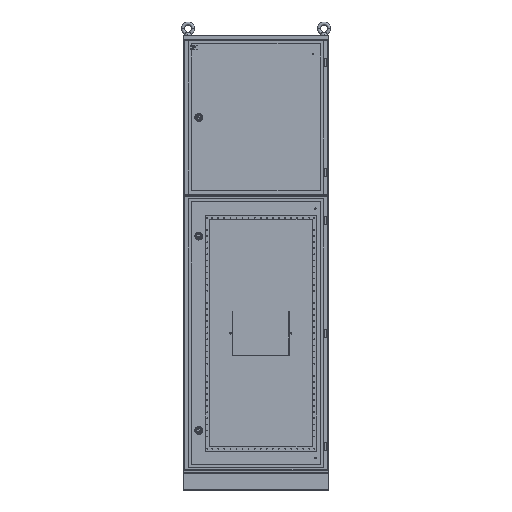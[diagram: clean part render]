
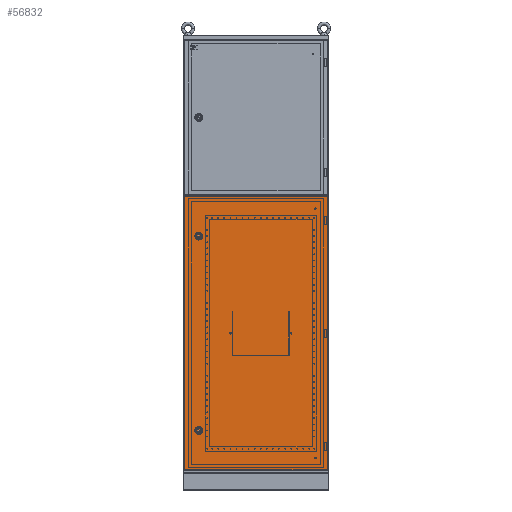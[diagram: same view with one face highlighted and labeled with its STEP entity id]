
A CAD part, top view. The second image highlights one B-rep face of the part: STEP entity #56832.
In plain terms, the highlighted planar face has unit normal (0, 0, 1).
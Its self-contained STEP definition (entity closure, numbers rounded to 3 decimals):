
#7784 = CIRCLE ( 'NONE', #73003, 1.5 ) ;
#8987 = DIRECTION ( 'NONE',  ( 1., 0., 0. ) ) ;
#11015 = FACE_BOUND ( 'NONE', #11756, .T. ) ;
#11756 = EDGE_LOOP ( 'NONE', ( #85602, #18125 ) ) ;
#11896 = VECTOR ( 'NONE', #8987, 1000. ) ;
#14500 = CARTESIAN_POINT ( 'NONE',  ( 590.5, -563.5, 0. ) ) ;
#17375 = AXIS2_PLACEMENT_3D ( 'NONE', #67620, #25658, #74553 ) ;
#17672 = CARTESIAN_POINT ( 'NONE',  ( 590.5, 563.5, 0. ) ) ;
#17802 = PLANE ( 'NONE',  #86332 ) ;
#18125 = ORIENTED_EDGE ( 'NONE', *, *, #19618, .F. ) ;
#19214 = AXIS2_PLACEMENT_3D ( 'NONE', #40649, #89129, #47679 ) ;
#19618 = EDGE_CURVE ( 'NONE', #84674, #56719, #81596, .T. ) ;
#20400 = EDGE_CURVE ( 'NONE', #68528, #74057, #7784, .T. ) ;
#22906 = VECTOR ( 'NONE', #62431, 1000. ) ;
#24042 = CARTESIAN_POINT ( 'NONE',  ( 590.5, 563.5, 0. ) ) ;
#24743 = DIRECTION ( 'NONE',  ( 0., 0., 1. ) ) ;
#25658 = DIRECTION ( 'NONE',  ( 0., 0., 1. ) ) ;
#26892 = CIRCLE ( 'NONE', #17375, 1.5 ) ;
#28051 = ORIENTED_EDGE ( 'NONE', *, *, #46378, .T. ) ;
#36447 = DIRECTION ( 'NONE',  ( 1., 0., 0. ) ) ;
#36550 = DIRECTION ( 'NONE',  ( 0., 0., 1. ) ) ;
#36559 = CARTESIAN_POINT ( 'NONE',  ( 60., 400., 0. ) ) ;
#38033 = CARTESIAN_POINT ( 'NONE',  ( 0., 563.5, 0. ) ) ;
#39936 = ORIENTED_EDGE ( 'NONE', *, *, #20400, .F. ) ;
#40536 = LINE ( 'NONE', #24042, #57071 ) ;
#40649 = CARTESIAN_POINT ( 'NONE',  ( 60., -400., 0. ) ) ;
#41358 = EDGE_LOOP ( 'NONE', ( #77528, #56788, #84449, #28051 ) ) ;
#41489 = LINE ( 'NONE', #48034, #22906 ) ;
#43987 = ORIENTED_EDGE ( 'NONE', *, *, #51017, .F. ) ;
#44263 = VERTEX_POINT ( 'NONE', #17672 ) ;
#45068 = DIRECTION ( 'NONE',  ( -1., 0., 0. ) ) ;
#45533 = EDGE_CURVE ( 'NONE', #77224, #48965, #41489, .T. ) ;
#45553 = CARTESIAN_POINT ( 'NONE',  ( 0., 0., 0. ) ) ;
#46378 = EDGE_CURVE ( 'NONE', #44263, #77224, #47818, .T. ) ;
#47679 = DIRECTION ( 'NONE',  ( -1., 0., 0. ) ) ;
#47818 = LINE ( 'NONE', #38033, #64264 ) ;
#48034 = CARTESIAN_POINT ( 'NONE',  ( 0., 563.5, 0. ) ) ;
#48177 = FACE_OUTER_BOUND ( 'NONE', #41358, .T. ) ;
#48965 = VERTEX_POINT ( 'NONE', #78641 ) ;
#49065 = LINE ( 'NONE', #57674, #11896 ) ;
#49095 = EDGE_CURVE ( 'NONE', #52254, #44263, #40536, .T. ) ;
#50023 = EDGE_CURVE ( 'NONE', #48965, #52254, #49065, .T. ) ;
#50346 = EDGE_CURVE ( 'NONE', #56719, #84674, #90078, .T. ) ;
#51017 = EDGE_CURVE ( 'NONE', #74057, #68528, #26892, .T. ) ;
#51956 = DIRECTION ( 'NONE',  ( 0., 1., 0. ) ) ;
#52254 = VERTEX_POINT ( 'NONE', #14500 ) ;
#56645 = CARTESIAN_POINT ( 'NONE',  ( 0., 563.5, 0. ) ) ;
#56719 = VERTEX_POINT ( 'NONE', #65500 ) ;
#56788 = ORIENTED_EDGE ( 'NONE', *, *, #50023, .T. ) ;
#56832 = ADVANCED_FACE ( 'NONE', ( #11015, #85012, #48177 ), #17802, .T. ) ;
#57071 = VECTOR ( 'NONE', #51956, 1000. ) ;
#57674 = CARTESIAN_POINT ( 'NONE',  ( 0., -563.5, 0. ) ) ;
#62431 = DIRECTION ( 'NONE',  ( 0., -1., 0. ) ) ;
#62787 = CARTESIAN_POINT ( 'NONE',  ( 58.5, 400., 0. ) ) ;
#63036 = DIRECTION ( 'NONE',  ( -1., 0., 0. ) ) ;
#63102 = DIRECTION ( 'NONE',  ( 0., 0., 1. ) ) ;
#63222 = CARTESIAN_POINT ( 'NONE',  ( 60., -400., 0. ) ) ;
#64264 = VECTOR ( 'NONE', #45068, 1000. ) ;
#65500 = CARTESIAN_POINT ( 'NONE',  ( 61.5, -400., 0. ) ) ;
#67620 = CARTESIAN_POINT ( 'NONE',  ( 60., 400., 0. ) ) ;
#68528 = VERTEX_POINT ( 'NONE', #62787 ) ;
#73003 = AXIS2_PLACEMENT_3D ( 'NONE', #36559, #36550, #36447 ) ;
#73642 = DIRECTION ( 'NONE',  ( 1., 0., 0. ) ) ;
#74057 = VERTEX_POINT ( 'NONE', #82481 ) ;
#74113 = EDGE_LOOP ( 'NONE', ( #43987, #39936 ) ) ;
#74553 = DIRECTION ( 'NONE',  ( 1., 0., 0. ) ) ;
#77224 = VERTEX_POINT ( 'NONE', #56645 ) ;
#77528 = ORIENTED_EDGE ( 'NONE', *, *, #45533, .T. ) ;
#78641 = CARTESIAN_POINT ( 'NONE',  ( 0., -563.5, 0. ) ) ;
#80647 = AXIS2_PLACEMENT_3D ( 'NONE', #63222, #63102, #63036 ) ;
#81596 = CIRCLE ( 'NONE', #80647, 1.5 ) ;
#82481 = CARTESIAN_POINT ( 'NONE',  ( 61.5, 400., 0. ) ) ;
#84449 = ORIENTED_EDGE ( 'NONE', *, *, #49095, .T. ) ;
#84674 = VERTEX_POINT ( 'NONE', #89943 ) ;
#85012 = FACE_BOUND ( 'NONE', #74113, .T. ) ;
#85602 = ORIENTED_EDGE ( 'NONE', *, *, #50346, .F. ) ;
#86332 = AXIS2_PLACEMENT_3D ( 'NONE', #45553, #24743, #73642 ) ;
#89129 = DIRECTION ( 'NONE',  ( 0., 0., 1. ) ) ;
#89943 = CARTESIAN_POINT ( 'NONE',  ( 58.5, -400., 0. ) ) ;
#90078 = CIRCLE ( 'NONE', #19214, 1.5 ) ;
